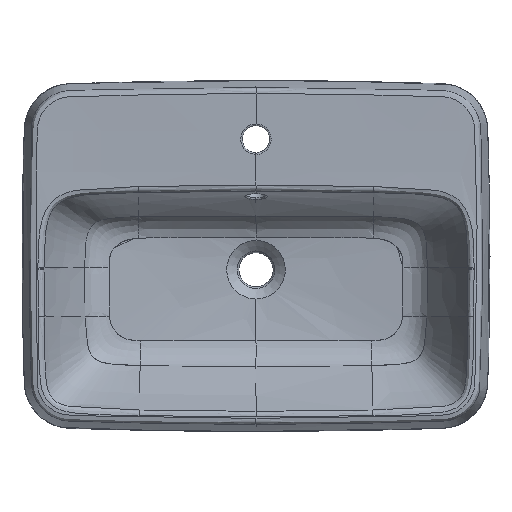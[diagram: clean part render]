
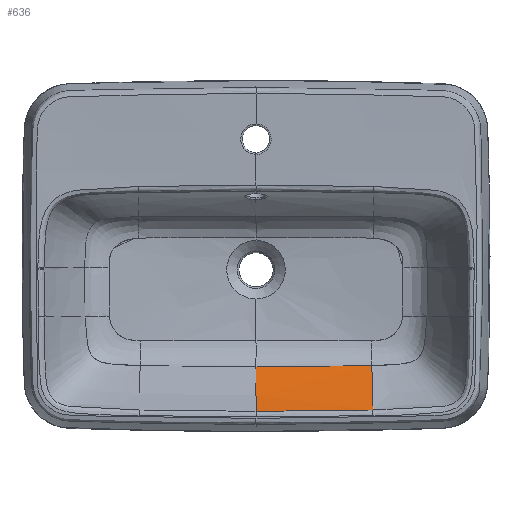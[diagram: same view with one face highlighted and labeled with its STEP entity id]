
A CAD part, top view. The second image highlights one B-rep face of the part: STEP entity #636.
In plain terms, the highlighted free-form (B-spline) face has degree [3, 3] with [8, 5] control points.
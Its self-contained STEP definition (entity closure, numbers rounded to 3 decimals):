
#184=B_SPLINE_SURFACE_WITH_KNOTS('',3,3,((#33401,#33402,#33403,#33404,#33405),
(#33406,#33407,#33408,#33409,#33410),(#33411,#33412,#33413,#33414,#33415),
(#33416,#33417,#33418,#33419,#33420),(#33421,#33422,#33423,#33424,#33425),
(#33426,#33427,#33428,#33429,#33430),(#33431,#33432,#33433,#33434,#33435),
(#33436,#33437,#33438,#33439,#33440)),.UNSPECIFIED.,.F.,.F.,.F.,(4,1,2,
1,4),(4,1,4),(0.,0.012,0.851,0.911,
1.),(0.,0.298,1.),.UNSPECIFIED.);
#397=FACE_OUTER_BOUND('',#926,.T.);
#636=ADVANCED_FACE('',(#397),#184,.F.);
#926=EDGE_LOOP('',(#1592,#1593,#1594,#1595,#1596));
#1592=ORIENTED_EDGE('',*,*,#3009,.F.);
#1593=ORIENTED_EDGE('',*,*,#3162,.T.);
#1594=ORIENTED_EDGE('',*,*,#3133,.T.);
#1595=ORIENTED_EDGE('',*,*,#3146,.F.);
#1596=ORIENTED_EDGE('',*,*,#3032,.F.);
#2565=VERTEX_POINT('',#9665);
#2566=VERTEX_POINT('',#9681);
#2581=VERTEX_POINT('',#14648);
#2647=VERTEX_POINT('',#27758);
#2649=VERTEX_POINT('',#28253);
#3009=EDGE_CURVE('',#2565,#2566,#3659,.T.);
#3032=EDGE_CURVE('',#2566,#2581,#3682,.T.);
#3133=EDGE_CURVE('',#2649,#2647,#3783,.T.);
#3146=EDGE_CURVE('',#2581,#2647,#3796,.T.);
#3162=EDGE_CURVE('',#2565,#2649,#3811,.T.);
#3659=B_SPLINE_CURVE_WITH_KNOTS('',3,(#9666,#9667,#9668,#9669,#9670,#9671,
#9672,#9673,#9674,#9675,#9676,#9677,#9678,#9679,#9680),.UNSPECIFIED.,.F.,
 .F.,(4,1,1,1,1,1,1,1,1,1,1,1,4),(0.,0.25,0.375,0.5,0.625,0.688,0.75,0.781,
0.813,0.844,0.875,0.938,1.),.UNSPECIFIED.);
#3682=B_SPLINE_CURVE_WITH_KNOTS('',3,(#14662,#14663,#14664,#14665),
 .UNSPECIFIED.,.F.,.F.,(4,4),(0.,1.),.UNSPECIFIED.);
#3783=B_SPLINE_CURVE_WITH_KNOTS('',3,(#28259,#28260,#28261,#28262),
 .UNSPECIFIED.,.F.,.F.,(4,4),(0.,1.),.UNSPECIFIED.);
#3796=B_SPLINE_CURVE_WITH_KNOTS('',3,(#29458,#29459,#29460,#29461,#29462,
#29463,#29464,#29465,#29466,#29467),.UNSPECIFIED.,.F.,.F.,(4,1,1,1,1,1,
1,4),(0.,0.119,0.428,0.582,0.736,
0.891,0.968,1.),.UNSPECIFIED.);
#3811=B_SPLINE_CURVE_WITH_KNOTS('',3,(#33397,#33398,#33399,#33400),
 .UNSPECIFIED.,.F.,.F.,(4,4),(0.,1.),.UNSPECIFIED.);
#9665=CARTESIAN_POINT('',(0.,-124.682,-98.247));
#9666=CARTESIAN_POINT('',(0.,-124.682,-98.247));
#9667=CARTESIAN_POINT('',(12.368,-124.682,-98.247));
#9668=CARTESIAN_POINT('',(30.92,-124.631,-98.247));
#9669=CARTESIAN_POINT('',(55.656,-124.459,-98.247));
#9670=CARTESIAN_POINT('',(74.208,-124.278,-98.247));
#9671=CARTESIAN_POINT('',(89.667,-124.084,-98.247));
#9672=CARTESIAN_POINT('',(102.034,-123.902,-98.247));
#9673=CARTESIAN_POINT('',(109.763,-123.778,-98.247));
#9674=CARTESIAN_POINT('',(115.946,-123.673,-98.247));
#9675=CARTESIAN_POINT('',(120.583,-123.59,-98.247));
#9676=CARTESIAN_POINT('',(125.22,-123.505,-98.247));
#9677=CARTESIAN_POINT('',(131.403,-123.386,-98.247));
#9678=CARTESIAN_POINT('',(139.132,-123.23,-98.247));
#9679=CARTESIAN_POINT('',(145.315,-123.097,-98.247));
#9680=CARTESIAN_POINT('',(148.406,-123.028,-98.247));
#9681=CARTESIAN_POINT('',(148.406,-123.028,-98.247));
#14648=CARTESIAN_POINT('',(148.544,-123.025,-98.247));
#14662=CARTESIAN_POINT('',(148.406,-123.028,-98.247));
#14663=CARTESIAN_POINT('',(148.452,-123.027,-98.247));
#14664=CARTESIAN_POINT('',(148.498,-123.026,-98.247));
#14665=CARTESIAN_POINT('',(148.544,-123.025,-98.247));
#27758=CARTESIAN_POINT('',(149.815,-180.036,-4.48));
#28253=CARTESIAN_POINT('',(0.,-181.713,-4.47));
#28259=CARTESIAN_POINT('',(0.,-181.712,-4.471));
#28260=CARTESIAN_POINT('',(49.946,-181.711,-4.473));
#28261=CARTESIAN_POINT('',(99.881,-181.152,-4.476));
#28262=CARTESIAN_POINT('',(149.815,-180.037,-4.479));
#29458=CARTESIAN_POINT('',(148.544,-123.025,-98.247));
#29459=CARTESIAN_POINT('',(148.602,-125.637,-94.75));
#29460=CARTESIAN_POINT('',(148.807,-134.822,-82.054));
#29461=CARTESIAN_POINT('',(149.067,-146.504,-64.21));
#29462=CARTESIAN_POINT('',(149.328,-158.174,-44.847));
#29463=CARTESIAN_POINT('',(149.515,-166.58,-30.122));
#29464=CARTESIAN_POINT('',(149.665,-173.306,-17.695));
#29465=CARTESIAN_POINT('',(149.764,-177.731,-9.116));
#29466=CARTESIAN_POINT('',(149.803,-179.518,-5.535));
#29467=CARTESIAN_POINT('',(149.815,-180.036,-4.48));
#33397=CARTESIAN_POINT('',(0.,-124.682,-98.247));
#33398=CARTESIAN_POINT('',(0.,-152.55,-60.952));
#33399=CARTESIAN_POINT('',(0.,-174.919,-18.292));
#33400=CARTESIAN_POINT('',(0.,-181.713,-4.47));
#33401=CARTESIAN_POINT('',(-63.764,-183.587,0.104));
#33402=CARTESIAN_POINT('',(-42.509,-183.746,0.104));
#33403=CARTESIAN_POINT('',(28.704,-184.084,0.104));
#33404=CARTESIAN_POINT('',(99.917,-183.288,0.104));
#33405=CARTESIAN_POINT('',(149.863,-182.175,0.104));
#33406=CARTESIAN_POINT('',(-63.764,-183.577,0.074));
#33407=CARTESIAN_POINT('',(-42.509,-183.736,0.074));
#33408=CARTESIAN_POINT('',(28.704,-184.075,0.074));
#33409=CARTESIAN_POINT('',(99.917,-183.279,0.074));
#33410=CARTESIAN_POINT('',(149.862,-182.166,0.074));
#33411=CARTESIAN_POINT('',(-63.761,-182.935,-2.028));
#33412=CARTESIAN_POINT('',(-42.507,-183.094,-2.028));
#33413=CARTESIAN_POINT('',(28.703,-183.432,-2.028));
#33414=CARTESIAN_POINT('',(99.906,-182.637,-2.028));
#33415=CARTESIAN_POINT('',(149.848,-181.523,-2.028));
#33416=CARTESIAN_POINT('',(-63.614,-150.528,-68.095));
#33417=CARTESIAN_POINT('',(-42.385,-150.686,-68.095));
#33418=CARTESIAN_POINT('',(28.676,-151.022,-68.095));
#33419=CARTESIAN_POINT('',(99.364,-150.232,-68.095));
#33420=CARTESIAN_POINT('',(149.126,-149.123,-68.095));
#33421=CARTESIAN_POINT('',(-63.424,-108.741,-117.898));
#33422=CARTESIAN_POINT('',(-42.229,-108.897,-117.898));
#33423=CARTESIAN_POINT('',(28.64,-109.23,-117.898));
#33424=CARTESIAN_POINT('',(98.664,-108.448,-117.898));
#33425=CARTESIAN_POINT('',(148.194,-107.343,-117.898));
#33426=CARTESIAN_POINT('',(-63.391,-101.754,-125.881));
#33427=CARTESIAN_POINT('',(-42.202,-101.899,-125.895));
#33428=CARTESIAN_POINT('',(28.634,-102.194,-125.94));
#33429=CARTESIAN_POINT('',(98.546,-101.376,-125.986));
#33430=CARTESIAN_POINT('',(148.036,-100.246,-126.018));
#33431=CARTESIAN_POINT('',(-63.357,-94.685,-133.453));
#33432=CARTESIAN_POINT('',(-42.174,-94.802,-133.5));
#33433=CARTESIAN_POINT('',(28.627,-95.001,-133.657));
#33434=CARTESIAN_POINT('',(98.423,-94.088,-133.814));
#33435=CARTESIAN_POINT('',(147.872,-92.893,-133.925));
#33436=CARTESIAN_POINT('',(-63.336,-90.457,-137.983));
#33437=CARTESIAN_POINT('',(-42.157,-90.556,-138.05));
#33438=CARTESIAN_POINT('',(28.623,-90.698,-138.274));
#33439=CARTESIAN_POINT('',(98.35,-89.729,-138.498));
#33440=CARTESIAN_POINT('',(147.774,-88.493,-138.655));
